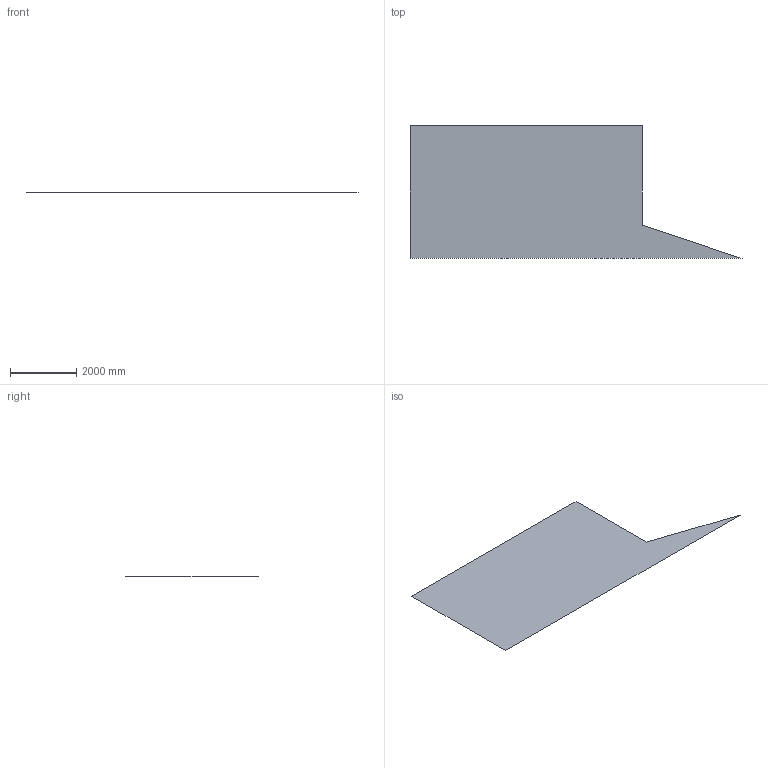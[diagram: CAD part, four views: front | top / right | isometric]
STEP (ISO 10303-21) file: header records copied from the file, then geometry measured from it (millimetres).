
FILE_DESCRIPTION(/* description */ (''),/* implementation_level */ '2;1');
FILE_NAME(/* name */ 'rectangle_2line_trimming_curve',/* time_stamp */ '2023-01-16T18:16:59+01:00',/* author */ (''),/* organization */ (''),/* preprocessor_version */ 'ST-DEVELOPER v16.5',/* originating_system */ 'Rhino 7.26',/* authorisation */ '');
FILE_SCHEMA (('AUTOMOTIVE_DESIGN'));
Length unit declared in the file: metre
Products named in the file (1): Document
Bounding box: 10000 x 4000 x 0 mm (x, y, z)
Surface area: 29500000 mm2 (no closed solid volume)
Topology: 0 solids, 1 shells, 1 faces, 5 edges, 5 vertices
Faces by surface type: bspline 1
Entity records: 109 total; most frequent: CARTESIAN_POINT 31, B_SPLINE_CURVE_WITH_KNOTS 10, ORIENTED_EDGE 5, PCURVE 5, DEFINITIONAL_REPRESENTATION 5, SURFACE_CURVE 5, EDGE_CURVE 5, VERTEX_POINT 5
